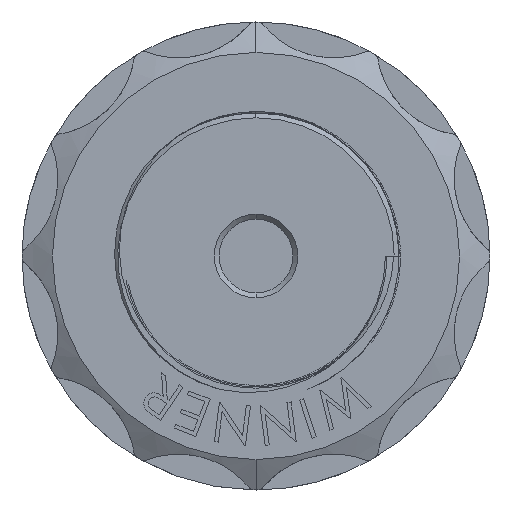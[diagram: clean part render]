
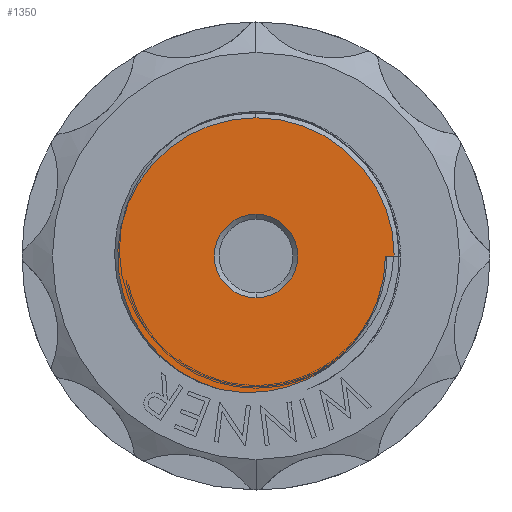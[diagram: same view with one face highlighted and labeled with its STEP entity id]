
A CAD part, left-side view. The second image highlights one B-rep face of the part: STEP entity #1350.
In plain terms, the highlighted planar face has unit normal (-1, 0, 0).
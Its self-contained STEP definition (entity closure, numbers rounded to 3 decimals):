
#222 = CARTESIAN_POINT ( 'NONE',  ( -70.42, 0.305, -8.532 ) ) ;
#440 = ORIENTED_EDGE ( 'NONE', *, *, #12179, .T. ) ;
#543 = B_SPLINE_CURVE_WITH_KNOTS ( 'NONE', 3,
 ( #2848, #10664, #9410, #10721, #222, #1538, #14574, #4172, #5574, #2128, #7770, #10398, #14536, #6511, #5490, #2922 ),
 .UNSPECIFIED., .F., .F.,
 ( 4, 2, 2, 2, 2, 2, 2, 4 ),
 ( 0.009, 0.01, 0.012, 0.014, 0.015, 0.016, 0.017, 0.019 ),
 .UNSPECIFIED. ) ;
#582 = VERTEX_POINT ( 'NONE', #5954 ) ;
#673 = CARTESIAN_POINT ( 'NONE',  ( -70.42, -6.15, -5.368 ) ) ;
#694 = CARTESIAN_POINT ( 'NONE',  ( -70.42, -7.401, -3.299 ) ) ;
#767 = PLANE ( 'NONE',  #7829 ) ;
#1142 = DIRECTION ( 'NONE',  ( 1., 0., 0. ) ) ;
#1350 = ADVANCED_FACE ( 'NONE', ( #9567, #5282 ), #767, .F. ) ;
#1390 = VERTEX_POINT ( 'NONE', #7315 ) ;
#1538 = CARTESIAN_POINT ( 'NONE',  ( -70.42, -0.868, -8.46 ) ) ;
#1727 = CARTESIAN_POINT ( 'NONE',  ( -70.42, 0., 0. ) ) ;
#1838 = LINE ( 'NONE', #10605, #10433 ) ;
#1976 = CIRCLE ( 'NONE', #9654, 8.625 ) ;
#1992 = CARTESIAN_POINT ( 'NONE',  ( -70.42, -7.728, -2.39 ) ) ;
#2128 = CARTESIAN_POINT ( 'NONE',  ( -70.42, -3.795, -7.408 ) ) ;
#2680 = EDGE_CURVE ( 'NONE', #10635, #582, #12596, .T. ) ;
#2848 = CARTESIAN_POINT ( 'NONE',  ( -70.42, 2.24, -8.329 ) ) ;
#2922 = CARTESIAN_POINT ( 'NONE',  ( -70.42, -6.15, -5.368 ) ) ;
#3503 = VERTEX_POINT ( 'NONE', #12538 ) ;
#3545 = DIRECTION ( 'NONE',  ( 0., 0., 1. ) ) ;
#3813 = EDGE_CURVE ( 'NONE', #582, #10635, #8900, .T. ) ;
#4172 = CARTESIAN_POINT ( 'NONE',  ( -70.42, -2.741, -7.919 ) ) ;
#4505 = CARTESIAN_POINT ( 'NONE',  ( -70.42, -8.063, -0.485 ) ) ;
#4547 = AXIS2_PLACEMENT_3D ( 'NONE', #12610, #1142, #3545 ) ;
#4683 = CARTESIAN_POINT ( 'NONE',  ( -70.42, -8.063, 0. ) ) ;
#5029 = VERTEX_POINT ( 'NONE', #673 ) ;
#5183 = EDGE_CURVE ( 'NONE', #5029, #7346, #14474, .T. ) ;
#5282 = FACE_OUTER_BOUND ( 'NONE', #6841, .T. ) ;
#5490 = CARTESIAN_POINT ( 'NONE',  ( -70.42, -5.906, -5.678 ) ) ;
#5521 = VERTEX_POINT ( 'NONE', #16804 ) ;
#5564 = AXIS2_PLACEMENT_3D ( 'NONE', #1727, #15937, #14818 ) ;
#5574 = CARTESIAN_POINT ( 'NONE',  ( -70.42, -3.103, -7.763 ) ) ;
#5724 = DIRECTION ( 'NONE',  ( -1., 0., 0. ) ) ;
#5833 = CARTESIAN_POINT ( 'NONE',  ( -70.42, -8.063, 0. ) ) ;
#5914 = DIRECTION ( 'NONE',  ( 0., 0., 1. ) ) ;
#5954 = CARTESIAN_POINT ( 'NONE',  ( -70.42, 0., -2.6 ) ) ;
#6008 = AXIS2_PLACEMENT_3D ( 'NONE', #14032, #10125, #16666 ) ;
#6238 = EDGE_LOOP ( 'NONE', ( #12336, #7473 ) ) ;
#6511 = CARTESIAN_POINT ( 'NONE',  ( -70.42, -5.642, -5.968 ) ) ;
#6841 = EDGE_LOOP ( 'NONE', ( #12512, #9489, #13767, #13032, #440 ) ) ;
#7304 = CARTESIAN_POINT ( 'NONE',  ( -70.42, -7.198, -3.741 ) ) ;
#7315 = CARTESIAN_POINT ( 'NONE',  ( -70.42, -8.625, 0. ) ) ;
#7346 = VERTEX_POINT ( 'NONE', #4683 ) ;
#7473 = ORIENTED_EDGE ( 'NONE', *, *, #2680, .T. ) ;
#7770 = CARTESIAN_POINT ( 'NONE',  ( -70.42, -4.128, -7.208 ) ) ;
#7829 = AXIS2_PLACEMENT_3D ( 'NONE', #15060, #12457, #5914 ) ;
#7951 = DIRECTION ( 'NONE',  ( 0., 0., -1. ) ) ;
#8614 = CARTESIAN_POINT ( 'NONE',  ( -70.42, -7.854, -1.919 ) ) ;
#8900 = CIRCLE ( 'NONE', #5564, 2.6 ) ;
#9376 = CIRCLE ( 'NONE', #6008, 8.625 ) ;
#9387 = EDGE_CURVE ( 'NONE', #3503, #5521, #1976, .T. ) ;
#9410 = CARTESIAN_POINT ( 'NONE',  ( -70.42, 1.476, -8.468 ) ) ;
#9489 = ORIENTED_EDGE ( 'NONE', *, *, #16807, .T. ) ;
#9567 = FACE_BOUND ( 'NONE', #6238, .T. ) ;
#9654 = AXIS2_PLACEMENT_3D ( 'NONE', #13140, #5724, #7951 ) ;
#10125 = DIRECTION ( 'NONE',  ( -1., 0., 0. ) ) ;
#10398 = CARTESIAN_POINT ( 'NONE',  ( -70.42, -4.766, -6.76 ) ) ;
#10433 = VECTOR ( 'NONE', #15955, 1000. ) ;
#10605 = CARTESIAN_POINT ( 'NONE',  ( -70.42, 0., 0. ) ) ;
#10635 = VERTEX_POINT ( 'NONE', #14206 ) ;
#10664 = CARTESIAN_POINT ( 'NONE',  ( -70.42, 1.86, -8.412 ) ) ;
#10721 = CARTESIAN_POINT ( 'NONE',  ( -70.42, 0.7, -8.528 ) ) ;
#12179 = EDGE_CURVE ( 'NONE', #5521, #5029, #543, .T. ) ;
#12327 = CARTESIAN_POINT ( 'NONE',  ( -70.42, -8.021, -0.966 ) ) ;
#12336 = ORIENTED_EDGE ( 'NONE', *, *, #3813, .T. ) ;
#12378 = CARTESIAN_POINT ( 'NONE',  ( -70.42, -6.15, -5.368 ) ) ;
#12457 = DIRECTION ( 'NONE',  ( 1., 0., 0. ) ) ;
#12502 = CARTESIAN_POINT ( 'NONE',  ( -70.42, -6.722, -4.585 ) ) ;
#12512 = ORIENTED_EDGE ( 'NONE', *, *, #5183, .T. ) ;
#12538 = CARTESIAN_POINT ( 'NONE',  ( -70.42, 0., 8.625 ) ) ;
#12596 = CIRCLE ( 'NONE', #4547, 2.6 ) ;
#12610 = CARTESIAN_POINT ( 'NONE',  ( -70.42, 0., 0. ) ) ;
#13032 = ORIENTED_EDGE ( 'NONE', *, *, #9387, .T. ) ;
#13140 = CARTESIAN_POINT ( 'NONE',  ( -70.42, 0., 0. ) ) ;
#13767 = ORIENTED_EDGE ( 'NONE', *, *, #13979, .T. ) ;
#13979 = EDGE_CURVE ( 'NONE', #1390, #3503, #9376, .T. ) ;
#14032 = CARTESIAN_POINT ( 'NONE',  ( -70.42, 0., 0. ) ) ;
#14206 = CARTESIAN_POINT ( 'NONE',  ( -70.42, 0., 2.6 ) ) ;
#14474 = B_SPLINE_CURVE_WITH_KNOTS ( 'NONE', 3,
 ( #12378, #15165, #12502, #7304, #694, #1992, #8614, #12327, #4505, #5833 ),
 .UNSPECIFIED., .F., .F.,
 ( 4, 2, 2, 2, 4 ),
 ( 0., 0.001, 0.003, 0.004, 0.006 ),
 .UNSPECIFIED. ) ;
#14536 = CARTESIAN_POINT ( 'NONE',  ( -70.42, -5.072, -6.509 ) ) ;
#14574 = CARTESIAN_POINT ( 'NONE',  ( -70.42, -1.63, -8.307 ) ) ;
#14818 = DIRECTION ( 'NONE',  ( 0., 0., 1. ) ) ;
#15060 = CARTESIAN_POINT ( 'NONE',  ( -70.42, 0., 0. ) ) ;
#15165 = CARTESIAN_POINT ( 'NONE',  ( -70.42, -6.449, -4.987 ) ) ;
#15937 = DIRECTION ( 'NONE',  ( 1., 0., 0. ) ) ;
#15955 = DIRECTION ( 'NONE',  ( 0., -1., 0. ) ) ;
#16666 = DIRECTION ( 'NONE',  ( 0., 0., -1. ) ) ;
#16804 = CARTESIAN_POINT ( 'NONE',  ( -70.42, 2.24, -8.329 ) ) ;
#16807 = EDGE_CURVE ( 'NONE', #7346, #1390, #1838, .T. ) ;
